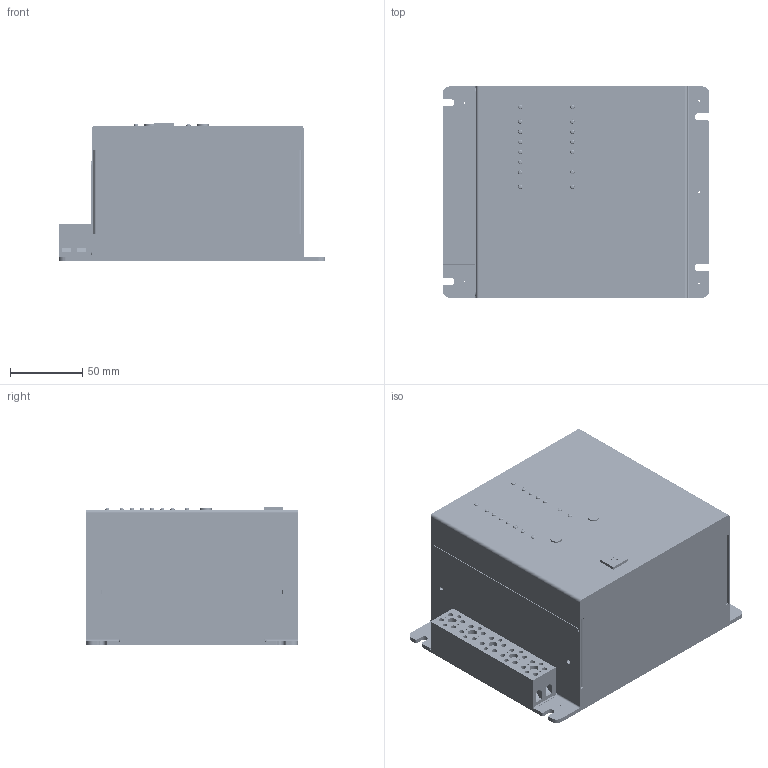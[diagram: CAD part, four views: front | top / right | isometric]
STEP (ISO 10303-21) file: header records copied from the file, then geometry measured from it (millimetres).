
FILE_DESCRIPTION(/* description */ (''),/* implementation_level */ '2;1');
FILE_NAME(/* name */ '3Д МКЗП-РЕЛЕ.stp',/* time_stamp */ '2020-06-17T15:47:13+07:00',/* author */ ('Pavel'),/* organization */ (''),/* preprocessor_version */ 'ST-DEVELOPER v16.5',/* originating_system */ 'Autodesk Inventor 2017',/* authorisation */ '');
FILE_SCHEMA (('AUTOMOTIVE_DESIGN { 1 0 10303 214 3 1 1 }'));
Products named in the file (17): МКЗП-РЕЛЕ; Сборка плат; Сборка3; MKZP_RELE_MK_V1_SUBSTRATE; MKZP_RELE_MK_V1_T_CPAD; MKZP_RELE_MK_V1_T_VPAD; 1776663; Плата BPT; MIKRO_2_0_V1_TOP_SUBSTRATE; ТТ; стойка 60 мм; стойка15 мм; Обечайка \X2\041C041A
-РЕЛЕ_V1; шильд \X2\044104350440044B0439
\X0\ клемник; Основание \X2\041C
-РЕЛЕ; 2716020_G5_2_GEH-select; Боковая \X2\041C041A0417
-РЕЛЕ_V1
Assembly tree (27 placements, depth 5):
  МКЗП-РЕЛЕ
    Сборка плат
      Сборка3
        MKZP_RELE_MK_V1_SUBSTRATE
        MKZP_RELE_MK_V1_T_CPAD
        MKZP_RELE_MK_V1_T_VPAD
        1776663
        Плата BPT
          MIKRO_2_0_V1_TOP_SUBSTRATE
          ТТ
        стойка 60 мм  x4
        стойка15 мм  x4
    Обечайка \X2\041C041A
-РЕЛЕ_V1
    шильд \X2\044104350440044B0439
\X0\ клемник
    Основание \X2\041C
-РЕЛЕ
    2716020_G5_2_GEH-select  x5
    Боковая \X2\041C041A0417
-РЕЛЕ_V1  x2
Bounding box: 184 x 146 x 95.5 mm (x, y, z)
Volume: 299136.6 mm3; surface area: 347057.7 mm2
Topology: 887 solids, 887 shells, 6603 faces, 13243 edges, 8623 vertices
Faces by surface type: plane 5072, cylinder 1382, sphere 72, cone 50, bspline 23, torus 4
Full cylindrical faces by diameter (mm): 0.6 x321, 1 x507, 1.2 x5, 1.3 x30, 1.5 x36, 1.6 x51, 1.7 x4, 2 x24, 2.2 x18, 2.5 x34, 3 x60, 3.5 x17, 3.6 x24, 5 x8, 5.2 x5, 6.2 x5, 7 x2, 8 x4, 50 x1, 80 x1
Entity records: 163374 total; most frequent: DIRECTION 27243, CARTESIAN_POINT 26112, ORIENTED_EDGE 22490, EDGE_CURVE 11245, AXIS2_PLACEMENT_3D 9658, EDGE_LOOP 8884, VERTEX_POINT 7947, LINE 7927
